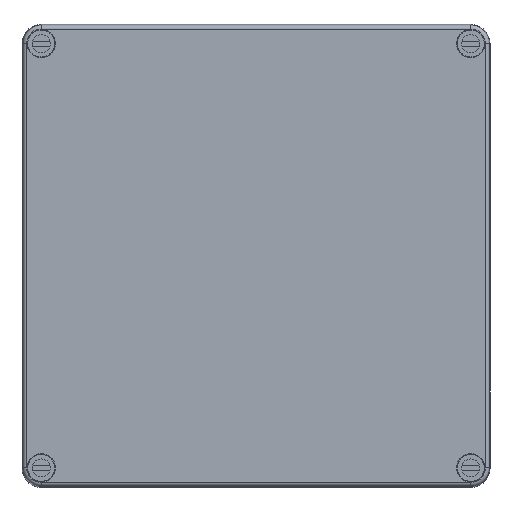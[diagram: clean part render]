
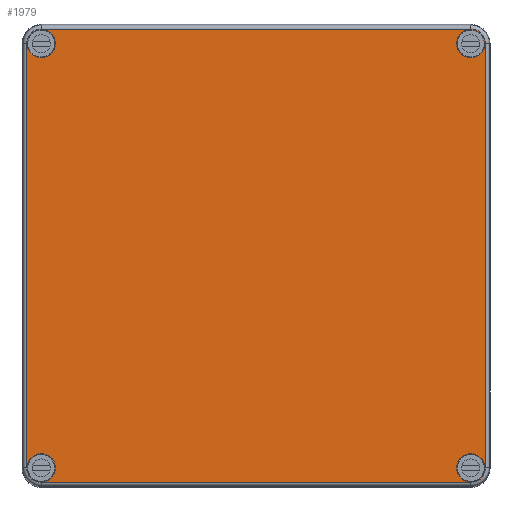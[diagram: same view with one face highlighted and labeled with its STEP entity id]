
A CAD part, top view. The second image highlights one B-rep face of the part: STEP entity #1979.
In plain terms, the highlighted planar face has unit normal (0, 0, 1).
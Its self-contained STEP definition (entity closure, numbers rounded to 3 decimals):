
#1979 = ADVANCED_FACE( '', ( #4130, #4131, #4132, #4133, #4134 ), #4135, .F. );
#4130 = FACE_BOUND( '', #6270, .T. );
#4131 = FACE_BOUND( '', #6271, .T. );
#4132 = FACE_BOUND( '', #6272, .T. );
#4133 = FACE_BOUND( '', #6273, .T. );
#4134 = FACE_OUTER_BOUND( '', #6274, .T. );
#4135 = PLANE( '', #6275 );
#6270 = EDGE_LOOP( '', ( #11564 ) );
#6271 = EDGE_LOOP( '', ( #11565 ) );
#6272 = EDGE_LOOP( '', ( #11566 ) );
#6273 = EDGE_LOOP( '', ( #11567 ) );
#6274 = EDGE_LOOP( '', ( #11568, #11569, #11570, #11571, #11572, #11573, #11574, #11575 ) );
#6275 = AXIS2_PLACEMENT_3D( '', #11576, #11577, #11578 );
#11564 = ORIENTED_EDGE( '', *, *, #13217, .F. );
#11565 = ORIENTED_EDGE( '', *, *, #13330, .F. );
#11566 = ORIENTED_EDGE( '', *, *, #13671, .F. );
#11567 = ORIENTED_EDGE( '', *, *, #12613, .F. );
#11568 = ORIENTED_EDGE( '', *, *, #12763, .T. );
#11569 = ORIENTED_EDGE( '', *, *, #12395, .F. );
#11570 = ORIENTED_EDGE( '', *, *, #13629, .T. );
#11571 = ORIENTED_EDGE( '', *, *, #13636, .T. );
#11572 = ORIENTED_EDGE( '', *, *, #13384, .F. );
#11573 = ORIENTED_EDGE( '', *, *, #13608, .T. );
#11574 = ORIENTED_EDGE( '', *, *, #13507, .F. );
#11575 = ORIENTED_EDGE( '', *, *, #12670, .F. );
#11576 = CARTESIAN_POINT( '', ( -89.173, 82.5, 39. ) );
#11577 = DIRECTION( '', ( 0., 0., -1. ) );
#11578 = DIRECTION( '', ( -1., 0., 0. ) );
#12395 = EDGE_CURVE( '', #14945, #14940, #14947, .T. );
#12613 = EDGE_CURVE( '', #15284, #15284, #15285, .T. );
#12670 = EDGE_CURVE( '', #15377, #15373, #15379, .T. );
#12763 = EDGE_CURVE( '', #15377, #14940, #15523, .T. );
#13217 = EDGE_CURVE( '', #16171, #16171, #16172, .T. );
#13330 = EDGE_CURVE( '', #16314, #16314, #16315, .T. );
#13384 = EDGE_CURVE( '', #16377, #16379, #16380, .T. );
#13507 = EDGE_CURVE( '', #15373, #16523, #16524, .T. );
#13608 = EDGE_CURVE( '', #16377, #16523, #16636, .T. );
#13629 = EDGE_CURVE( '', #14945, #16660, #16661, .T. );
#13636 = EDGE_CURVE( '', #16660, #16379, #16668, .T. );
#13671 = EDGE_CURVE( '', #16706, #16706, #16707, .T. );
#14940 = VERTEX_POINT( '', #18471 );
#14945 = VERTEX_POINT( '', #18477 );
#14947 = LINE( '', #18479, #18480 );
#15284 = VERTEX_POINT( '', #18928 );
#15285 = CIRCLE( '', #18929, 5.5 );
#15373 = VERTEX_POINT( '', #19039 );
#15377 = VERTEX_POINT( '', #19044 );
#15379 = LINE( '', #19046, #19047 );
#15523 = CIRCLE( '', #19241, 5.673 );
#16171 = VERTEX_POINT( '', #20109 );
#16172 = CIRCLE( '', #20110, 5.5 );
#16314 = VERTEX_POINT( '', #20291 );
#16315 = CIRCLE( '', #20292, 5.5 );
#16377 = VERTEX_POINT( '', #20379 );
#16379 = VERTEX_POINT( '', #20381 );
#16380 = CIRCLE( '', #20382, 5.673 );
#16523 = VERTEX_POINT( '', #20580 );
#16524 = CIRCLE( '', #20581, 5.673 );
#16636 = LINE( '', #20715, #20716 );
#16660 = VERTEX_POINT( '', #20743 );
#16661 = CIRCLE( '', #20744, 5.673 );
#16668 = LINE( '', #20751, #20752 );
#16706 = VERTEX_POINT( '', #20794 );
#16707 = CIRCLE( '', #20795, 5.5 );
#18471 = CARTESIAN_POINT( '', ( 89.173, -82.5, 39. ) );
#18477 = CARTESIAN_POINT( '', ( 89.173, 82.5, 39. ) );
#18479 = CARTESIAN_POINT( '', ( 89.173, 82.5, 39. ) );
#18480 = VECTOR( '', #21774, 1000. );
#18928 = CARTESIAN_POINT( '', ( 89., 82.5, 39. ) );
#18929 = AXIS2_PLACEMENT_3D( '', #22051, #22052, #22053 );
#19039 = CARTESIAN_POINT( '', ( -83.5, -88.173, 39. ) );
#19044 = CARTESIAN_POINT( '', ( 83.5, -88.173, 39. ) );
#19046 = CARTESIAN_POINT( '', ( 83.5, -88.173, 39. ) );
#19047 = VECTOR( '', #22140, 1000. );
#19241 = AXIS2_PLACEMENT_3D( '', #22272, #22273, #22274 );
#20109 = CARTESIAN_POINT( '', ( -78., -82.5, 39. ) );
#20110 = AXIS2_PLACEMENT_3D( '', #22852, #22853, #22854 );
#20291 = CARTESIAN_POINT( '', ( 89., -82.5, 39. ) );
#20292 = AXIS2_PLACEMENT_3D( '', #22972, #22973, #22974 );
#20379 = CARTESIAN_POINT( '', ( -89.173, 82.5, 39. ) );
#20381 = CARTESIAN_POINT( '', ( -83.5, 88.173, 39. ) );
#20382 = AXIS2_PLACEMENT_3D( '', #23021, #23022, #23023 );
#20580 = CARTESIAN_POINT( '', ( -89.173, -82.5, 39. ) );
#20581 = AXIS2_PLACEMENT_3D( '', #23145, #23146, #23147 );
#20715 = CARTESIAN_POINT( '', ( -89.173, 82.5, 39. ) );
#20716 = VECTOR( '', #23215, 1000. );
#20743 = CARTESIAN_POINT( '', ( 83.5, 88.173, 39. ) );
#20744 = AXIS2_PLACEMENT_3D( '', #23228, #23229, #23230 );
#20751 = CARTESIAN_POINT( '', ( 83.5, 88.173, 39. ) );
#20752 = VECTOR( '', #23234, 1000. );
#20794 = CARTESIAN_POINT( '', ( -78., 82.5, 39. ) );
#20795 = AXIS2_PLACEMENT_3D( '', #23257, #23258, #23259 );
#21774 = DIRECTION( '', ( 0., -1., 0. ) );
#22051 = CARTESIAN_POINT( '', ( 83.5, 82.5, 39. ) );
#22052 = DIRECTION( '', ( 0., 0., 1. ) );
#22053 = DIRECTION( '', ( 1., 0., 0. ) );
#22140 = DIRECTION( '', ( -1., 0., 0. ) );
#22272 = CARTESIAN_POINT( '', ( 83.5, -82.5, 39. ) );
#22273 = DIRECTION( '', ( 0., 0., 1. ) );
#22274 = DIRECTION( '', ( 1., 0., 0. ) );
#22852 = CARTESIAN_POINT( '', ( -83.5, -82.5, 39. ) );
#22853 = DIRECTION( '', ( 0., 0., 1. ) );
#22854 = DIRECTION( '', ( 1., 0., 0. ) );
#22972 = CARTESIAN_POINT( '', ( 83.5, -82.5, 39. ) );
#22973 = DIRECTION( '', ( 0., 0., 1. ) );
#22974 = DIRECTION( '', ( 1., 0., 0. ) );
#23021 = CARTESIAN_POINT( '', ( -83.5, 82.5, 39. ) );
#23022 = DIRECTION( '', ( 0., 0., -1. ) );
#23023 = DIRECTION( '', ( -1., 0., 0. ) );
#23145 = CARTESIAN_POINT( '', ( -83.5, -82.5, 39. ) );
#23146 = DIRECTION( '', ( 0., 0., -1. ) );
#23147 = DIRECTION( '', ( -1., 0., 0. ) );
#23215 = DIRECTION( '', ( 0., -1., 0. ) );
#23228 = CARTESIAN_POINT( '', ( 83.5, 82.5, 39. ) );
#23229 = DIRECTION( '', ( 0., 0., 1. ) );
#23230 = DIRECTION( '', ( 1., 0., 0. ) );
#23234 = DIRECTION( '', ( -1., 0., 0. ) );
#23257 = CARTESIAN_POINT( '', ( -83.5, 82.5, 39. ) );
#23258 = DIRECTION( '', ( 0., 0., 1. ) );
#23259 = DIRECTION( '', ( 1., 0., 0. ) );
